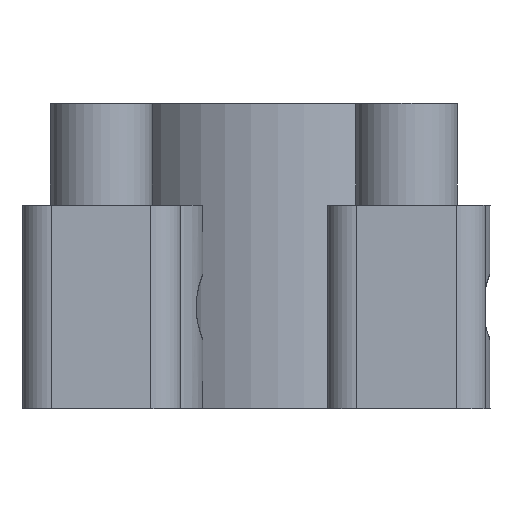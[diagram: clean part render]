
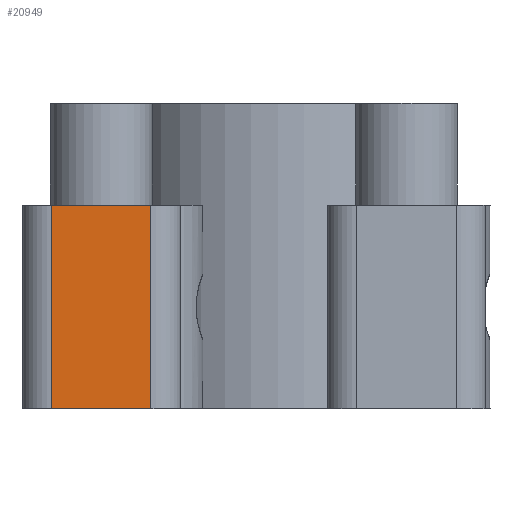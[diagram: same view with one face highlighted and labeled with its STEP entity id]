
A CAD part, left-side view. The second image highlights one B-rep face of the part: STEP entity #20949.
In plain terms, the highlighted planar face has unit normal (1, 0, 0).
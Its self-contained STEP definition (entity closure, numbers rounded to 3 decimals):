
#937=FACE_OUTER_BOUND('',#986,.T.);
#986=EDGE_LOOP('',(#16574,#16575,#16576,#16577));
#1281=LINE('',#27315,#4583);
#1282=LINE('',#27317,#4584);
#1283=LINE('',#27319,#4585);
#1284=LINE('',#27320,#4586);
#4583=VECTOR('',#22022,10.);
#4584=VECTOR('',#22023,10.);
#4585=VECTOR('',#22024,10.);
#4586=VECTOR('',#22025,10.);
#7893=VERTEX_POINT('',#27313);
#7894=VERTEX_POINT('',#27314);
#7895=VERTEX_POINT('',#27316);
#7896=VERTEX_POINT('',#27318);
#12224=EDGE_CURVE('',#7893,#7894,#1281,.T.);
#12225=EDGE_CURVE('',#7894,#7895,#1282,.T.);
#12226=EDGE_CURVE('',#7895,#7896,#1283,.T.);
#12227=EDGE_CURVE('',#7896,#7893,#1284,.T.);
#16574=ORIENTED_EDGE('',*,*,#12224,.T.);
#16575=ORIENTED_EDGE('',*,*,#12225,.T.);
#16576=ORIENTED_EDGE('',*,*,#12226,.T.);
#16577=ORIENTED_EDGE('',*,*,#12227,.T.);
#20922=PLANE('',#21112);
#20949=ADVANCED_FACE('',(#937),#20922,.T.);
#21112=AXIS2_PLACEMENT_3D('',#27312,#22020,#22021);
#22020=DIRECTION('center_axis',(1.,0.,0.));
#22021=DIRECTION('ref_axis',(0.,-1.,0.));
#22022=DIRECTION('',(0.,0.,-1.));
#22023=DIRECTION('',(0.,1.,0.));
#22024=DIRECTION('',(0.,0.,1.));
#22025=DIRECTION('',(0.,-1.,0.));
#27312=CARTESIAN_POINT('Origin',(-18.795,43.54,-4.275));
#27313=CARTESIAN_POINT('',(-18.795,38.665,-5.));
#27314=CARTESIAN_POINT('',(-18.795,38.665,-15.));
#27315=CARTESIAN_POINT('',(-18.795,38.665,-5.));
#27316=CARTESIAN_POINT('',(-18.795,43.54,-15.));
#27317=CARTESIAN_POINT('',(-18.795,38.665,-15.));
#27318=CARTESIAN_POINT('',(-18.795,43.54,-5.));
#27319=CARTESIAN_POINT('',(-18.795,43.54,-15.));
#27320=CARTESIAN_POINT('',(-18.795,43.54,-5.));
